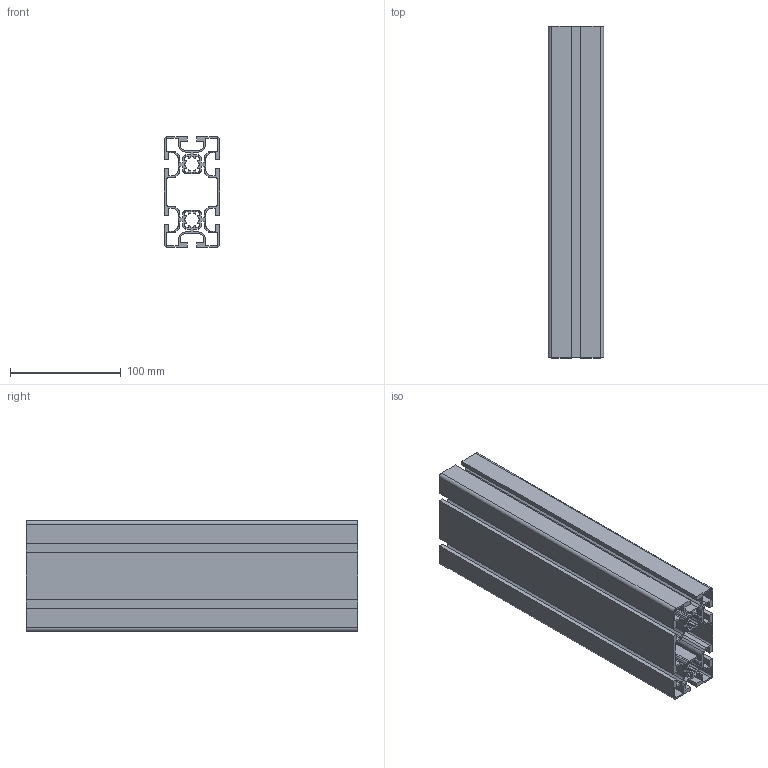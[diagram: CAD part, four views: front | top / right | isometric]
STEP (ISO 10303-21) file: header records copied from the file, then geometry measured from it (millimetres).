
FILE_DESCRIPTION (( 'STEP AP214' ), '1' );
FILE_NAME ('1728142170216.step', '2024-10-05T15:29:53', ( 'Windows User' ), ( '' ), 'SwSTEP 2.0', 'SolidWorks 2011', '' );
FILE_SCHEMA (( 'AUTOMOTIVE_DESIGN' ));
Length unit declared in the file: millimetre
Products named in the file (2): 1728142170216; 1.11.050100.64Lx300.00(1)
Assembly tree (1 placements, depth 2):
  1728142170216
    1.11.050100.64Lx300.00(1)
Bounding box: 50 x 300 x 100 mm (x, y, z)
Volume: 365569.7 mm3; surface area: 373513.5 mm2
Topology: 1 solids, 1 shells, 338 faces, 1008 edges, 672 vertices
Faces by surface type: plane 194, cylinder 144
Entity records: 11494 total; most frequent: CARTESIAN_POINT 2022, ORIENTED_EDGE 2016, DIRECTION 1980, EDGE_CURVE 1008, LINE 720, VECTOR 720, VERTEX_POINT 672, AXIS2_PLACEMENT_3D 630
